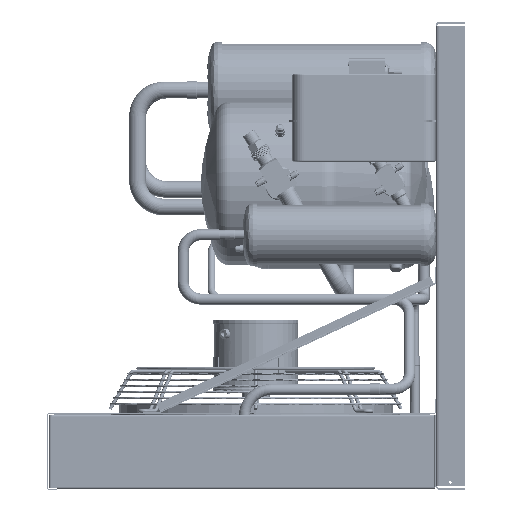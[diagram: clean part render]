
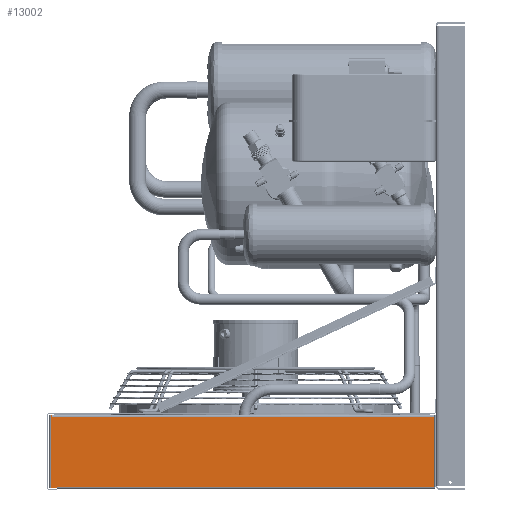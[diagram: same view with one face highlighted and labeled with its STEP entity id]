
A CAD part, left-side view. The second image highlights one B-rep face of the part: STEP entity #13002.
In plain terms, the highlighted face is planar.
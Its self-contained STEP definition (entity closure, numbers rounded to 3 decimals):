
#391 = CARTESIAN_POINT ( 'NONE',  ( 0., 655.55, 0. ) ) ;
#792 = CARTESIAN_POINT ( 'NONE',  ( 0., 654.8, -122. ) ) ;
#930 = DIRECTION ( 'NONE',  ( 0., 0., 1. ) ) ;
#1823 = CARTESIAN_POINT ( 'NONE',  ( 0., 655.55, -125.3 ) ) ;
#2255 = VECTOR ( 'NONE', #49604, 1000. ) ;
#4671 = CARTESIAN_POINT ( 'NONE',  ( 0., 645.5, -2.55 ) ) ;
#6155 = CARTESIAN_POINT ( 'NONE',  ( 0., 645.5, -1.8 ) ) ;
#6988 = VERTEX_POINT ( 'NONE', #90287 ) ;
#8501 = VERTEX_POINT ( 'NONE', #81264 ) ;
#12358 = VERTEX_POINT ( 'NONE', #103487 ) ;
#12737 = EDGE_CURVE ( 'NONE', #95275, #82557, #133260, .T. ) ;
#13002 = ADVANCED_FACE ( 'NONE', ( #114289 ), #131997, .F. ) ;
#15178 = AXIS2_PLACEMENT_3D ( 'NONE', #87980, #66460, #930 ) ;
#15323 = CARTESIAN_POINT ( 'NONE',  ( 0., 1.8, -125.3 ) ) ;
#17144 = DIRECTION ( 'NONE',  ( 0., -1., 0. ) ) ;
#20592 = VERTEX_POINT ( 'NONE', #99056 ) ;
#20660 = DIRECTION ( 'NONE',  ( 0., 1., 0. ) ) ;
#21586 = ORIENTED_EDGE ( 'NONE', *, *, #124774, .F. ) ;
#23052 = CARTESIAN_POINT ( 'NONE',  ( 0., 0., -121.25 ) ) ;
#23317 = VERTEX_POINT ( 'NONE', #32800 ) ;
#25176 = VECTOR ( 'NONE', #103503, 1000. ) ;
#25499 = LINE ( 'NONE', #75220, #51172 ) ;
#26300 = DIRECTION ( 'NONE',  ( 0., 0., 1. ) ) ;
#28356 = ORIENTED_EDGE ( 'NONE', *, *, #84715, .F. ) ;
#32800 = CARTESIAN_POINT ( 'NONE',  ( 0., 656.5, 0. ) ) ;
#34244 = ORIENTED_EDGE ( 'NONE', *, *, #132293, .T. ) ;
#34894 = ORIENTED_EDGE ( 'NONE', *, *, #43198, .F. ) ;
#35270 = DIRECTION ( 'NONE',  ( 0., 0., -1. ) ) ;
#41180 = ORIENTED_EDGE ( 'NONE', *, *, #121371, .F. ) ;
#43198 = EDGE_CURVE ( 'NONE', #20592, #12358, #117532, .T. ) ;
#43716 = VERTEX_POINT ( 'NONE', #4671 ) ;
#47867 = VECTOR ( 'NONE', #65948, 1000. ) ;
#48491 = VECTOR ( 'NONE', #35270, 1000. ) ;
#48802 = CARTESIAN_POINT ( 'NONE',  ( 0., 659.8, -125.3 ) ) ;
#49166 = LINE ( 'NONE', #6155, #133043 ) ;
#49412 = VECTOR ( 'NONE', #88607, 1000. ) ;
#49604 = DIRECTION ( 'NONE',  ( 0., 0., 1. ) ) ;
#50150 = EDGE_CURVE ( 'NONE', #6988, #43716, #51904, .T. ) ;
#51172 = VECTOR ( 'NONE', #20660, 1000. ) ;
#51299 = LINE ( 'NONE', #391, #47867 ) ;
#51904 = LINE ( 'NONE', #100737, #48491 ) ;
#53077 = ORIENTED_EDGE ( 'NONE', *, *, #12737, .F. ) ;
#53891 = VERTEX_POINT ( 'NONE', #61695 ) ;
#53928 = EDGE_CURVE ( 'NONE', #23317, #96086, #84342, .T. ) ;
#54286 = LINE ( 'NONE', #92586, #25176 ) ;
#59264 = DIRECTION ( 'NONE',  ( 0., 1., 0. ) ) ;
#59378 = VECTOR ( 'NONE', #26300, 1000. ) ;
#60486 = LINE ( 'NONE', #82633, #2255 ) ;
#61695 = CARTESIAN_POINT ( 'NONE',  ( 0., 646.25, -2.55 ) ) ;
#63681 = CARTESIAN_POINT ( 'NONE',  ( 0., 655.55, -121.25 ) ) ;
#65948 = DIRECTION ( 'NONE',  ( 0., 0., 1. ) ) ;
#66460 = DIRECTION ( 'NONE',  ( -1., 0., 0. ) ) ;
#68404 = LINE ( 'NONE', #48802, #78717 ) ;
#68964 = ORIENTED_EDGE ( 'NONE', *, *, #139406, .T. ) ;
#71260 = CARTESIAN_POINT ( 'NONE',  ( 0., 656.5, -125.3 ) ) ;
#71955 = EDGE_LOOP ( 'NONE', ( #68964, #127138, #28356, #21586, #100959, #34244, #34894, #82403, #41180, #53077, #79886, #141742 ) ) ;
#73132 = CARTESIAN_POINT ( 'NONE',  ( 0., 0., 0. ) ) ;
#74457 = VECTOR ( 'NONE', #82250, 1000. ) ;
#75220 = CARTESIAN_POINT ( 'NONE',  ( 0., 0., -2.55 ) ) ;
#78717 = VECTOR ( 'NONE', #114290, 1000. ) ;
#79886 = ORIENTED_EDGE ( 'NONE', *, *, #114154, .F. ) ;
#81264 = CARTESIAN_POINT ( 'NONE',  ( 0., 656.5, -125.3 ) ) ;
#82250 = DIRECTION ( 'NONE',  ( 0., 0., 1. ) ) ;
#82403 = ORIENTED_EDGE ( 'NONE', *, *, #83249, .T. ) ;
#82557 = VERTEX_POINT ( 'NONE', #137827 ) ;
#82633 = CARTESIAN_POINT ( 'NONE',  ( 0., 646.25, 0. ) ) ;
#83249 = EDGE_CURVE ( 'NONE', #20592, #130232, #106399, .T. ) ;
#84126 = DIRECTION ( 'NONE',  ( 0., -1., 0. ) ) ;
#84342 = LINE ( 'NONE', #73132, #109972 ) ;
#84715 = EDGE_CURVE ( 'NONE', #53891, #96086, #60486, .T. ) ;
#87980 = CARTESIAN_POINT ( 'NONE',  ( 0., 0., 0. ) ) ;
#88607 = DIRECTION ( 'NONE',  ( 0., -1., 0. ) ) ;
#90287 = CARTESIAN_POINT ( 'NONE',  ( 0., 645.5, -1.8 ) ) ;
#91794 = CARTESIAN_POINT ( 'NONE',  ( 0., 1.8, -122. ) ) ;
#92586 = CARTESIAN_POINT ( 'NONE',  ( 0., 654.8, 0. ) ) ;
#95275 = VERTEX_POINT ( 'NONE', #63681 ) ;
#96086 = VERTEX_POINT ( 'NONE', #133657 ) ;
#99056 = CARTESIAN_POINT ( 'NONE',  ( 0., 1.8, -122. ) ) ;
#100737 = CARTESIAN_POINT ( 'NONE',  ( 0., 645.5, 0. ) ) ;
#100959 = ORIENTED_EDGE ( 'NONE', *, *, #50150, .F. ) ;
#103487 = CARTESIAN_POINT ( 'NONE',  ( 0., 1.8, -1.8 ) ) ;
#103503 = DIRECTION ( 'NONE',  ( 0., 0., -1. ) ) ;
#106399 = LINE ( 'NONE', #91794, #132138 ) ;
#106929 = LINE ( 'NONE', #71260, #74457 ) ;
#109972 = VECTOR ( 'NONE', #84126, 1000. ) ;
#114154 = EDGE_CURVE ( 'NONE', #138025, #95275, #51299, .T. ) ;
#114289 = FACE_OUTER_BOUND ( 'NONE', #71955, .T. ) ;
#114290 = DIRECTION ( 'NONE',  ( 0., 1., 0. ) ) ;
#117532 = LINE ( 'NONE', #15323, #59378 ) ;
#121371 = EDGE_CURVE ( 'NONE', #82557, #130232, #54286, .T. ) ;
#124774 = EDGE_CURVE ( 'NONE', #43716, #53891, #25499, .T. ) ;
#127138 = ORIENTED_EDGE ( 'NONE', *, *, #53928, .T. ) ;
#130232 = VERTEX_POINT ( 'NONE', #792 ) ;
#131997 = PLANE ( 'NONE',  #15178 ) ;
#132138 = VECTOR ( 'NONE', #59264, 1000. ) ;
#132293 = EDGE_CURVE ( 'NONE', #6988, #12358, #49166, .T. ) ;
#133043 = VECTOR ( 'NONE', #17144, 1000. ) ;
#133260 = LINE ( 'NONE', #23052, #49412 ) ;
#133657 = CARTESIAN_POINT ( 'NONE',  ( 0., 646.25, 0. ) ) ;
#137646 = EDGE_CURVE ( 'NONE', #138025, #8501, #68404, .T. ) ;
#137827 = CARTESIAN_POINT ( 'NONE',  ( 0., 654.8, -121.25 ) ) ;
#138025 = VERTEX_POINT ( 'NONE', #1823 ) ;
#139406 = EDGE_CURVE ( 'NONE', #8501, #23317, #106929, .T. ) ;
#141742 = ORIENTED_EDGE ( 'NONE', *, *, #137646, .T. ) ;
